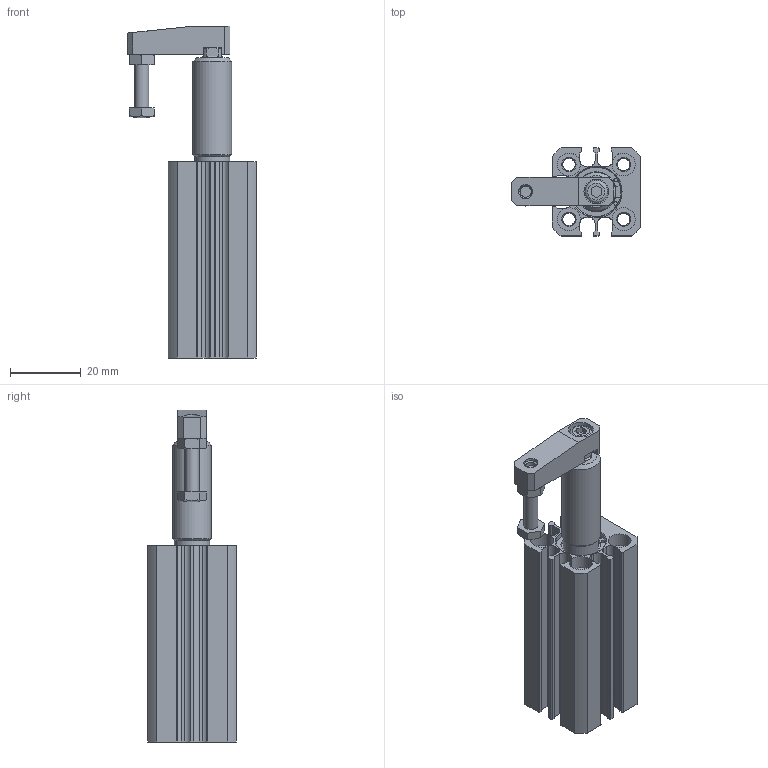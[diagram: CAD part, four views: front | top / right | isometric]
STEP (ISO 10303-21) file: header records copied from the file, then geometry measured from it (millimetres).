
FILE_DESCRIPTION( ( 'STEP AP203' ), '1' );
FILE_NAME( 'MCKC-12-20(0)-R.stp', '2020-07-14T11:56:17', ( 'License CC BY-ND 4.0' ), ( 'CADENAS' ), ' ', 'PARTsolutions', ' ' );
FILE_SCHEMA( ( 'CONFIG_CONTROL_DESIGN' ) );
Length unit declared in the file: millimetre
Products named in the file (5): MCKC-12-20(0)-R; _MCKC-12-20-L_(b); _MCKC-12-20_(r); _MCKC-12_(arm); _MCKC-12_(screw)
Assembly tree (4 placements, depth 2):
  MCKC-12-20(0)-R
    _MCKC-12-20-L_(b)
    _MCKC-12-20_(r)
    _MCKC-12_(arm)
    _MCKC-12_(screw)
Bounding box: 36.5 x 25 x 94 mm (x, y, z)
Volume: 26391.2 mm3; surface area: 19688.5 mm2
Topology: 4 solids, 4 shells, 241 faces, 620 edges, 402 vertices
Faces by surface type: plane 136, cylinder 66, cone 37, torus 1, sphere 1
Full cylindrical faces by diameter (mm): 1 x2, 2.459 x1, 3 x1, 3.242 x1, 3.5 x5, 4 x2, 4.134 x2, 5 x1, 6 x2, 6.4 x1, 7 x1, 10 x1, 11 x1, 12 x2, 14 x1
Entity records: 7257 total; most frequent: CARTESIAN_POINT 1359, DIRECTION 1221, ORIENTED_EDGE 1116, EDGE_CURVE 558, AXIS2_PLACEMENT_3D 449, VERTEX_POINT 391, LINE 323, VECTOR 323
